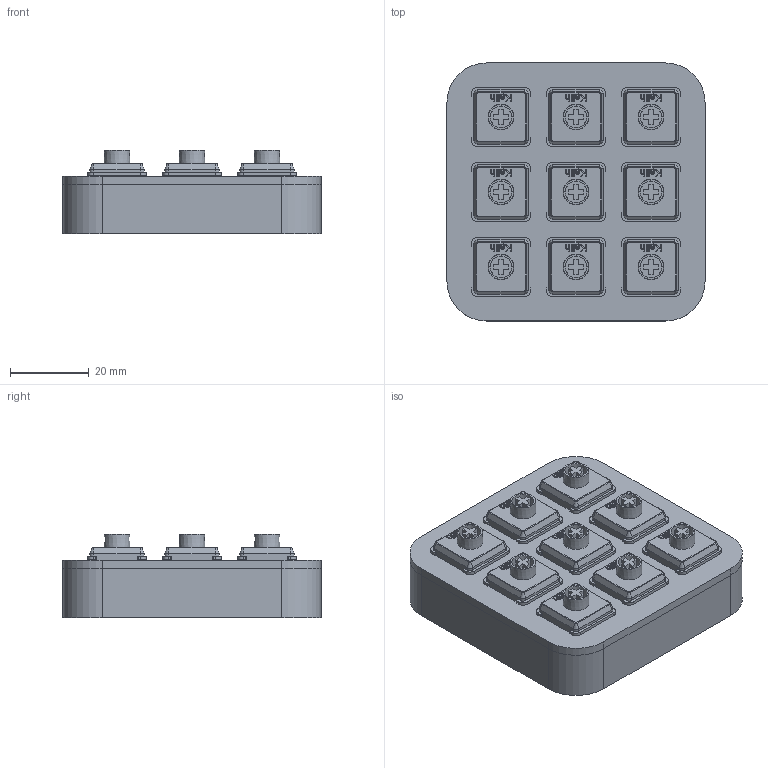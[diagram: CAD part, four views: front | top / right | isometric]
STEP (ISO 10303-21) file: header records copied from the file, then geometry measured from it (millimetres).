
FILE_DESCRIPTION(/* description */ ('KiCad electronic assembly'),/* implementation_level */ '2;1');
FILE_NAME(/* name */ 'New Pad KiCad.step',/* time_stamp */ '2025-12-01T20:37:29-08:00',/* author */ (''),/* organization */ (''),/* preprocessor_version */ 'ST-DEVELOPER v20.1',/* originating_system */ 'Autodesk Translation Framework v14.21.0.0',/* authorisation */ '');
FILE_SCHEMA (('AUTOMOTIVE_DESIGN { 1 0 10303 214 3 1 1 }'));
Length unit declared in the file: millimetre
Products named in the file (41): New Pad KiCad 1; Seeed Studio XIAO RP2040 v26 (1); =>[0:1:1:12]; SOLID; SOLID_1; SOLID_2; SOLID_3; SOLID_4; SOLID_5; SOLID_6; SOLID_7; SOLID_8; SOLID_9; SOLID_10; SOLID_11; SOLID_12; SOLID_13; SOLID_14; SOLID_15; SOLID_16; SOLID_17; SOLID_18; SOLID_19; SOLID_20; SOLID_21; SOLID_22; SOLID_23; SOLID_24; SOLID_25; SOLID_26; SOLID_27; SOLID_28; SOLID_29; SOLID_30; SOLID_31; SOLID_32; SOLID_33; SOLID_34; SOLID_35; New Pad KiCad_PCB ...
Assembly tree (48 placements, depth 3):
  New Pad KiCad 1
    Seeed Studio XIAO RP2040 v26 (1)
      =>[0:1:1:12]
      SOLID
      SOLID_1
      SOLID_2
      SOLID_3
      SOLID_4
      SOLID_5
      SOLID_6
      SOLID_7
      SOLID_8
      SOLID_9
      SOLID_10
      SOLID_11
      SOLID_12
      SOLID_13
      SOLID_14
      SOLID_15
      SOLID_16
      SOLID_17
      SOLID_18
      SOLID_19
      SOLID_20
      SOLID_21
      SOLID_22
      SOLID_23
      SOLID_24
      SOLID_25
      SOLID_26
      SOLID_27
      SOLID_28
      SOLID_29
      SOLID_30
      SOLID_31
      SOLID_32
      SOLID_33
      SOLID_34
      SOLID_35
    New Pad KiCad_PCB
    Kailh_choc_v2  x9
Bounding box: 65.54 x 65.55 x 21.21 mm (x, y, z)
Volume: 43594.3 mm3; surface area: 38313.9 mm2
Topology: 113 solids, 113 shells, 3075 faces, 7849 edges, 5107 vertices
Faces by surface type: plane 2051, cylinder 523, bspline 338, cone 141, torus 12, sphere 10
Full cylindrical faces by diameter (mm): 0.4 x1, 0.5 x2, 0.8 x14, 0.889 x14, 1.45 x18, 1.5 x2, 2 x1, 2.6 x4, 3 x4, 4.8 x9, 5.1 x9
Entity records: 52562 total; most frequent: CARTESIAN_POINT 12093, ORIENTED_EDGE 8322, DIRECTION 7500, EDGE_CURVE 4161, LINE 3070, VECTOR 3070, VERTEX_POINT 2731, AXIS2_PLACEMENT_3D 2215
